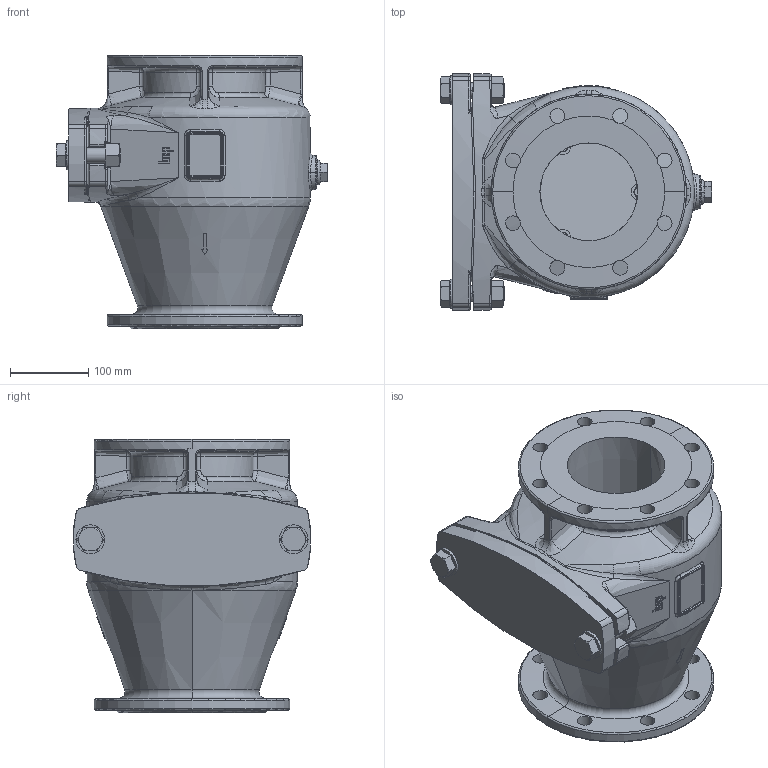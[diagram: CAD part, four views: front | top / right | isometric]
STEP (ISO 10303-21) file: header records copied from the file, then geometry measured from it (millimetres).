
FILE_DESCRIPTION((''),'2;1');
FILE_NAME('DN125_CEP_ART435_ASM','2011-03-02T',('JMarkelj'),('Audax d.o.o.'),'PRO/ENGINEER BY PARAMETRIC TECHNOLOGY CORPORATION, 2010180','PRO/ENGINEER BY PARAMETRIC TECHNOLOGY CORPORATION, 2010180','');
FILE_SCHEMA(('CONFIG_CONTROL_DESIGN'));
Products named in the file (16): OHISJE_DN125_AF0; OHISJE_DN125_OBDELAN_ASM; ZAPORA_DN125; ZAPORA; AKSA_ZAPORE; ZAPORA_DN125_ASM; POKROV_DN125; O_TESNILO_POKROVA; PODLOSKA_A20; VIJAK_M20X70; MATICA_M20; CEP_34_DIN910; CEP; PODLOSKA_CU; CEP_34_DIN910_ASM; DN125_CEP_ART435_ASM
Assembly tree (19 placements, depth 3):
  DN125_CEP_ART435_ASM
    OHISJE_DN125_OBDELAN_ASM
      OHISJE_DN125_AF0
    ZAPORA_DN125_ASM
      ZAPORA_DN125  x2
      ZAPORA
      AKSA_ZAPORE
    POKROV_DN125
    O_TESNILO_POKROVA
    PODLOSKA_A20  x2
    VIJAK_M20X70  x2
    MATICA_M20  x2
    CEP_34_DIN910_ASM
      CEP_34_DIN910
      CEP
      PODLOSKA_CU
Bounding box: 347.31 x 303.14 x 350 mm (x, y, z)
Volume: 6804839.2 mm3; surface area: 1080670.4 mm2
Topology: 16 solids, 20 shells, 2015 faces, 5124 edges, 3192 vertices
Faces by surface type: plane 984, cylinder 335, bspline 331, torus 182, cone 141, sphere 42
Entity records: 76327 total; most frequent: CARTESIAN_POINT 33229, ORIENTED_EDGE 9828, DIRECTION 7747, EDGE_CURVE 4922, VERTEX_POINT 3070, AXIS2_PLACEMENT_3D 3027, EDGE_LOOP 2018, FACE_OUTER_BOUND 1921
